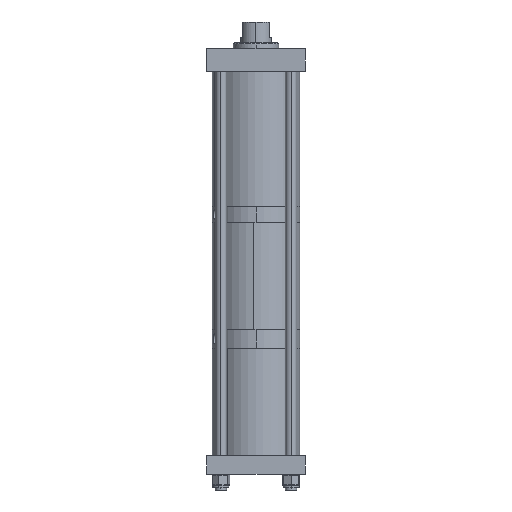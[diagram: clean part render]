
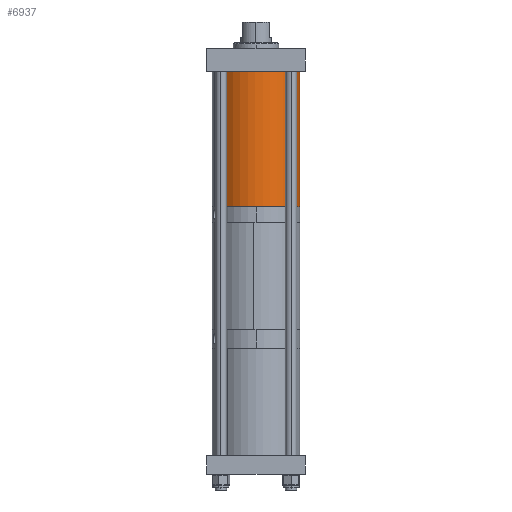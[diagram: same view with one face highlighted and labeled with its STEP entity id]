
A CAD part, left-side view. The second image highlights one B-rep face of the part: STEP entity #6937.
In plain terms, the highlighted cylindrical face has radius 73.025 mm (diameter 146.05 mm), a partial arc.
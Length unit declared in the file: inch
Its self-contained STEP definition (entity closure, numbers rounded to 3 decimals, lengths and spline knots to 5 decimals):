
#89 = LINE ( 'NONE', #10599, #2497 ) ;
#238 = VERTEX_POINT ( 'NONE', #4025 ) ;
#749 = CARTESIAN_POINT ( 'NONE',  ( -2.875, 0., 8.926 ) ) ;
#1055 = DIRECTION ( 'NONE',  ( 0., 0., -1. ) ) ;
#1098 = EDGE_CURVE ( 'NONE', #7576, #10844, #2359, .T. ) ;
#1507 = EDGE_CURVE ( 'NONE', #10425, #10844, #89, .T. ) ;
#1870 = AXIS2_PLACEMENT_3D ( 'NONE', #3610, #4485, #9726 ) ;
#1885 = ORIENTED_EDGE ( 'NONE', *, *, #1507, .F. ) ;
#2359 = CIRCLE ( 'NONE', #5325, 2.875 ) ;
#2497 = VECTOR ( 'NONE', #1055, 39.37008 ) ;
#2856 = CARTESIAN_POINT ( 'NONE',  ( 0., 0., 0. ) ) ;
#2885 = DIRECTION ( 'NONE',  ( 1., 0., 0. ) ) ;
#3099 = CARTESIAN_POINT ( 'NONE',  ( 2.875, 0., 0. ) ) ;
#3143 = ORIENTED_EDGE ( 'NONE', *, *, #1098, .T. ) ;
#3361 = ORIENTED_EDGE ( 'NONE', *, *, #5518, .F. ) ;
#3610 = CARTESIAN_POINT ( 'NONE',  ( 0., 0., 8.926 ) ) ;
#4025 = CARTESIAN_POINT ( 'NONE',  ( -2.875, 0., 8.926 ) ) ;
#4485 = DIRECTION ( 'NONE',  ( 0., 0., -1. ) ) ;
#5325 = AXIS2_PLACEMENT_3D ( 'NONE', #2856, #5739, #8932 ) ;
#5518 = EDGE_CURVE ( 'NONE', #238, #10425, #7728, .T. ) ;
#5739 = DIRECTION ( 'NONE',  ( 0., 0., 1. ) ) ;
#6301 = DIRECTION ( 'NONE',  ( 0., 0., 1. ) ) ;
#6602 = EDGE_LOOP ( 'NONE', ( #1885, #3361, #10935, #3143 ) ) ;
#6925 = CYLINDRICAL_SURFACE ( 'NONE', #1870, 2.875 ) ;
#6937 = ADVANCED_FACE ( 'NONE', ( #8957 ), #6925, .T. ) ;
#6975 = AXIS2_PLACEMENT_3D ( 'NONE', #8885, #6301, #2885 ) ;
#7398 = EDGE_CURVE ( 'NONE', #238, #7576, #10044, .T. ) ;
#7576 = VERTEX_POINT ( 'NONE', #9525 ) ;
#7618 = CARTESIAN_POINT ( 'NONE',  ( 2.875, 0., 8.926 ) ) ;
#7728 = CIRCLE ( 'NONE', #6975, 2.875 ) ;
#8885 = CARTESIAN_POINT ( 'NONE',  ( 0., 0., 8.926 ) ) ;
#8932 = DIRECTION ( 'NONE',  ( 1., 0., 0. ) ) ;
#8957 = FACE_OUTER_BOUND ( 'NONE', #6602, .T. ) ;
#9525 = CARTESIAN_POINT ( 'NONE',  ( -2.875, 0., 0. ) ) ;
#9726 = DIRECTION ( 'NONE',  ( -1., 0., 0. ) ) ;
#10044 = LINE ( 'NONE', #749, #10313 ) ;
#10175 = DIRECTION ( 'NONE',  ( 0., 0., -1. ) ) ;
#10313 = VECTOR ( 'NONE', #10175, 39.37008 ) ;
#10425 = VERTEX_POINT ( 'NONE', #7618 ) ;
#10599 = CARTESIAN_POINT ( 'NONE',  ( 2.875, 0., 8.926 ) ) ;
#10844 = VERTEX_POINT ( 'NONE', #3099 ) ;
#10935 = ORIENTED_EDGE ( 'NONE', *, *, #7398, .T. ) ;
